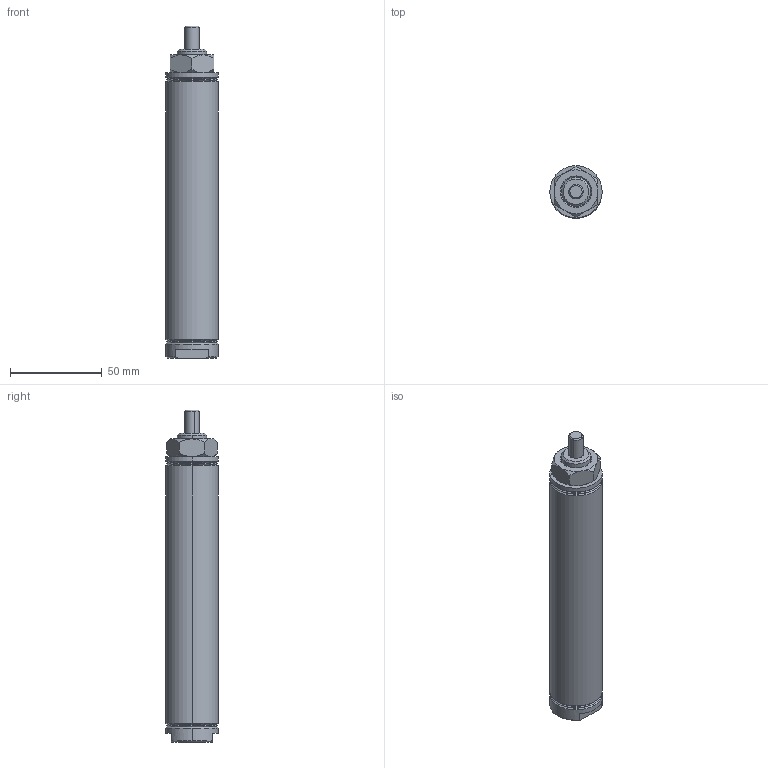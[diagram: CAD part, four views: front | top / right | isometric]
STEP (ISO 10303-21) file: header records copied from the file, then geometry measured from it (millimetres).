
FILE_DESCRIPTION (( 'STEP AP214' ), '1' );
FILE_NAME ('A17030SN.step', '2017-04-04T20:34:29', ( '' ), ( '' ), 'SwSTEP 2.0', 'SolidWorks 2017', '' );
FILE_SCHEMA (( 'AUTOMOTIVE_DESIGN' ));
Length unit declared in the file: inch
Products named in the file (4): A17030SN-MainBody; A17030SN; A17030SN-Rod; A17030SN_Mounting Nut_D-9
Assembly tree (3 placements, depth 2):
  A17030SN
    A17030SN-MainBody
    A17030SN_Mounting Nut_D-9
    A17030SN-Rod
Bounding box: 28.45 x 28.45 x 180.85 mm (x, y, z)
Volume: 62317.7 mm3; surface area: 33764.1 mm2
Topology: 3 solids, 3 shells, 82 faces, 172 edges, 101 vertices
Faces by surface type: cone 41, plane 21, cylinder 20
Entity records: 2477 total; most frequent: CARTESIAN_POINT 541, DIRECTION 403, ORIENTED_EDGE 344, EDGE_CURVE 172, AXIS2_PLACEMENT_3D 171, VERTEX_POINT 101, EDGE_LOOP 91, CIRCLE 83
